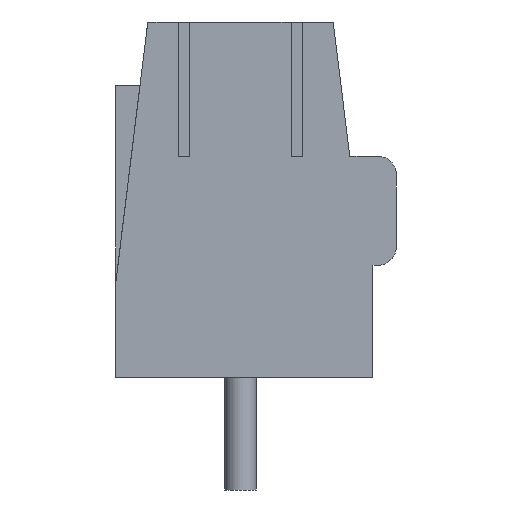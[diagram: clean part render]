
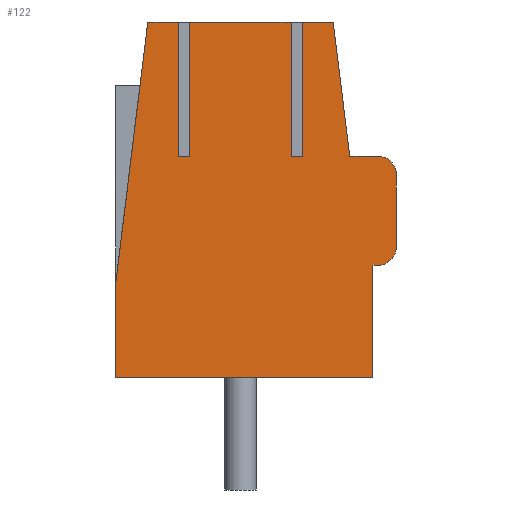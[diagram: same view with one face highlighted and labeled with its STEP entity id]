
A CAD part, left-side view. The second image highlights one B-rep face of the part: STEP entity #122.
In plain terms, the highlighted planar face has unit normal (-1, 0, 0).
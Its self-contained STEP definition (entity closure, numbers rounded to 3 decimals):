
#13=DIRECTION('',(0.,0.,1.));
#21=EDGE_CURVE('',#22,#24,#26,.T.);
#22=VERTEX_POINT('',#23);
#23=CARTESIAN_POINT('',(-2.5,-4.25,0.));
#24=VERTEX_POINT('',#25);
#25=CARTESIAN_POINT('',(-2.5,4.,0.));
#26=LINE('',#23,#27);
#27=VECTOR('',#28,1.);
#28=DIRECTION('',(0.,1.,0.));
#50=DIRECTION('',(0.,0.,-1.));
#58=DIRECTION('',(1.,0.,0.));
#66=DIRECTION('',(0.,-1.,0.));
#122=ADVANCED_FACE('',(#123),#231,.F.);
#123=FACE_BOUND('',#124,.F.);
#124=EDGE_LOOP('',(#125,#136,#142,#147,#148,#154,#161,#168,#173,#178,#183,#187,#192,#197,#202,#206,#213,#220,#227));
#125=ORIENTED_EDGE('',*,*,#126,.F.);
#126=EDGE_CURVE('',#127,#129,#131,.T.);
#127=VERTEX_POINT('',#128);
#128=CARTESIAN_POINT('',(-2.5,-4.4,3.6));
#129=VERTEX_POINT('',#130);
#130=CARTESIAN_POINT('',(-2.5,-5.,4.2));
#131=CIRCLE('',#132,0.6);
#132=AXIS2_PLACEMENT_3D('',#133,#134,#135);
#133=CARTESIAN_POINT('',(-2.5,-4.4,4.2));
#134=DIRECTION('',(-1.,0.,-0.));
#135=DIRECTION('',(-0.,0.,1.));
#136=ORIENTED_EDGE('',*,*,#137,.T.);
#137=EDGE_CURVE('',#127,#138,#140,.T.);
#138=VERTEX_POINT('',#139);
#139=CARTESIAN_POINT('',(-2.5,-4.25,3.6));
#140=LINE('',#141,#27);
#141=CARTESIAN_POINT('',(-2.5,-5.,3.6));
#142=ORIENTED_EDGE('',*,*,#143,.T.);
#143=EDGE_CURVE('',#138,#22,#144,.T.);
#144=LINE('',#145,#146);
#145=CARTESIAN_POINT('',(-2.5,-4.25,11.4));
#146=VECTOR('',#50,1.);
#147=ORIENTED_EDGE('',*,*,#21,.T.);
#148=ORIENTED_EDGE('',*,*,#149,.T.);
#149=EDGE_CURVE('',#24,#150,#152,.T.);
#150=VERTEX_POINT('',#151);
#151=CARTESIAN_POINT('',(-2.5,4.,3.));
#152=LINE('',#25,#153);
#153=VECTOR('',#13,1.);
#154=ORIENTED_EDGE('',*,*,#155,.F.);
#155=EDGE_CURVE('',#156,#150,#158,.T.);
#156=VERTEX_POINT('',#157);
#157=CARTESIAN_POINT('',(-2.5,2.97,11.4));
#158=LINE('',#157,#159);
#159=VECTOR('',#160,1.);
#160=DIRECTION('',(0.,0.122,-0.993));
#161=ORIENTED_EDGE('',*,*,#162,.T.);
#162=EDGE_CURVE('',#156,#163,#165,.T.);
#163=VERTEX_POINT('',#164);
#164=CARTESIAN_POINT('',(-2.5,1.978,11.4));
#165=LINE('',#166,#167);
#166=CARTESIAN_POINT('',(-2.5,4.,11.4));
#167=VECTOR('',#66,1.);
#168=ORIENTED_EDGE('',*,*,#169,.F.);
#169=EDGE_CURVE('',#170,#163,#172,.T.);
#170=VERTEX_POINT('',#171);
#171=CARTESIAN_POINT('',(-2.5,1.978,7.1));
#172=LINE('',#171,#153);
#173=ORIENTED_EDGE('',*,*,#174,.F.);
#174=EDGE_CURVE('',#175,#170,#177,.T.);
#175=VERTEX_POINT('',#176);
#176=CARTESIAN_POINT('',(-2.5,1.623,7.1));
#177=LINE('',#176,#27);
#178=ORIENTED_EDGE('',*,*,#179,.T.);
#179=EDGE_CURVE('',#175,#180,#182,.T.);
#180=VERTEX_POINT('',#181);
#181=CARTESIAN_POINT('',(-2.5,1.623,11.4));
#182=LINE('',#176,#153);
#183=ORIENTED_EDGE('',*,*,#184,.T.);
#184=EDGE_CURVE('',#180,#185,#165,.T.);
#185=VERTEX_POINT('',#186);
#186=CARTESIAN_POINT('',(-2.5,-1.623,11.4));
#187=ORIENTED_EDGE('',*,*,#188,.F.);
#188=EDGE_CURVE('',#189,#185,#191,.T.);
#189=VERTEX_POINT('',#190);
#190=CARTESIAN_POINT('',(-2.5,-1.623,7.1));
#191=LINE('',#190,#153);
#192=ORIENTED_EDGE('',*,*,#193,.F.);
#193=EDGE_CURVE('',#194,#189,#196,.T.);
#194=VERTEX_POINT('',#195);
#195=CARTESIAN_POINT('',(-2.5,-1.978,7.1));
#196=LINE('',#195,#27);
#197=ORIENTED_EDGE('',*,*,#198,.T.);
#198=EDGE_CURVE('',#194,#199,#201,.T.);
#199=VERTEX_POINT('',#200);
#200=CARTESIAN_POINT('',(-2.5,-1.978,11.4));
#201=LINE('',#195,#153);
#202=ORIENTED_EDGE('',*,*,#203,.T.);
#203=EDGE_CURVE('',#199,#204,#165,.T.);
#204=VERTEX_POINT('',#205);
#205=CARTESIAN_POINT('',(-2.5,-2.976,11.4));
#206=ORIENTED_EDGE('',*,*,#207,.T.);
#207=EDGE_CURVE('',#204,#208,#210,.T.);
#208=VERTEX_POINT('',#209);
#209=CARTESIAN_POINT('',(-2.5,-3.506,7.1));
#210=LINE('',#205,#211);
#211=VECTOR('',#212,1.);
#212=DIRECTION('',(0.,-0.122,-0.992));
#213=ORIENTED_EDGE('',*,*,#214,.F.);
#214=EDGE_CURVE('',#215,#208,#217,.T.);
#215=VERTEX_POINT('',#216);
#216=CARTESIAN_POINT('',(-2.5,-4.4,7.1));
#217=LINE('',#216,#218);
#218=VECTOR('',#219,1.);
#219=DIRECTION('',(0.,1.,0.));
#220=ORIENTED_EDGE('',*,*,#221,.T.);
#221=EDGE_CURVE('',#215,#222,#224,.T.);
#222=VERTEX_POINT('',#223);
#223=CARTESIAN_POINT('',(-2.5,-5.,6.5));
#224=CIRCLE('',#225,0.6);
#225=AXIS2_PLACEMENT_3D('',#226,#58,#135);
#226=CARTESIAN_POINT('',(-2.5,-4.4,6.5));
#227=ORIENTED_EDGE('',*,*,#228,.T.);
#228=EDGE_CURVE('',#222,#129,#229,.T.);
#229=LINE('',#230,#146);
#230=CARTESIAN_POINT('',(-2.5,-5.,7.1));
#231=PLANE('',#232);
#232=AXIS2_PLACEMENT_3D('',#233,#58,#135);
#233=CARTESIAN_POINT('',(-2.5,-0.125,5.7));
